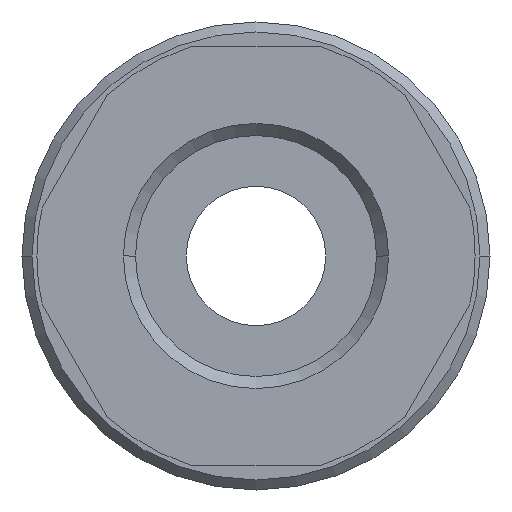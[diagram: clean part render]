
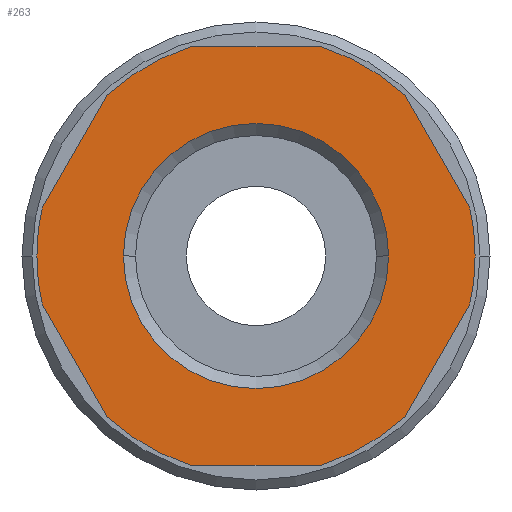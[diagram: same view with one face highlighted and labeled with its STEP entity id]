
A CAD part, front view. The second image highlights one B-rep face of the part: STEP entity #263.
In plain terms, the highlighted planar face has unit normal (0, -1, 0).
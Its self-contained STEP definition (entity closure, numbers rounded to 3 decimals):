
#263=ADVANCED_FACE('',(#581,#582),#583,.T.);
#581=FACE_BOUND('',#15467,.T.);
#582=FACE_OUTER_BOUND('',#15468,.T.);
#583=PLANE('',#15469);
#15467=EDGE_LOOP('',(#30660,#30661));
#15468=EDGE_LOOP('',(#30662,#30663,#30664,#30665,#30666,#30667,#30668,#30669,#30670,#30671,#30672,#30673,#30674,#30675));
#15469=AXIS2_PLACEMENT_3D('',#30676,#30677,#30678);
#30660=ORIENTED_EDGE('',*,*,#31386,.T.);
#30661=ORIENTED_EDGE('',*,*,#31153,.T.);
#30662=ORIENTED_EDGE('',*,*,#31387,.T.);
#30663=ORIENTED_EDGE('',*,*,#31374,.F.);
#30664=ORIENTED_EDGE('',*,*,#31388,.T.);
#30665=ORIENTED_EDGE('',*,*,#31389,.F.);
#30666=ORIENTED_EDGE('',*,*,#31390,.T.);
#30667=ORIENTED_EDGE('',*,*,#31379,.F.);
#30668=ORIENTED_EDGE('',*,*,#31211,.F.);
#30669=ORIENTED_EDGE('',*,*,#31391,.T.);
#30670=ORIENTED_EDGE('',*,*,#31392,.F.);
#30671=ORIENTED_EDGE('',*,*,#31393,.T.);
#30672=ORIENTED_EDGE('',*,*,#31227,.F.);
#30673=ORIENTED_EDGE('',*,*,#31221,.T.);
#30674=ORIENTED_EDGE('',*,*,#31394,.F.);
#30675=ORIENTED_EDGE('',*,*,#31395,.F.);
#30676=CARTESIAN_POINT('',(5.5,0.0,0.0));
#30677=DIRECTION('',(-0.0,-1.0,-0.0));
#30678=DIRECTION('',(-1.0,0.0,0.0));
#31153=EDGE_CURVE('',#31538,#31540,#31542,.T.);
#31211=EDGE_CURVE('',#31639,#31634,#31641,.T.);
#31221=EDGE_CURVE('',#31657,#31654,#31658,.T.);
#31227=EDGE_CURVE('',#31657,#31663,#31667,.T.);
#31374=EDGE_CURVE('',#31878,#31876,#31880,.T.);
#31379=EDGE_CURVE('',#31634,#31885,#31886,.T.);
#31386=EDGE_CURVE('',#31540,#31538,#31893,.T.);
#31387=EDGE_CURVE('',#31894,#31876,#31895,.T.);
#31388=EDGE_CURVE('',#31878,#31896,#31897,.T.);
#31389=EDGE_CURVE('',#31898,#31896,#31899,.T.);
#31390=EDGE_CURVE('',#31898,#31885,#31900,.T.);
#31391=EDGE_CURVE('',#31639,#31901,#31902,.T.);
#31392=EDGE_CURVE('',#31903,#31901,#31904,.T.);
#31393=EDGE_CURVE('',#31903,#31663,#31905,.T.);
#31394=EDGE_CURVE('',#31906,#31654,#31907,.T.);
#31395=EDGE_CURVE('',#31894,#31906,#31908,.T.);
#31538=VERTEX_POINT('',#32087);
#31540=VERTEX_POINT('',#32090);
#31542=CIRCLE('',#32093,6.655);
#31634=VERTEX_POINT('',#32364);
#31639=VERTEX_POINT('',#32370);
#31641=CIRCLE('',#32373,11.0);
#31654=VERTEX_POINT('',#32399);
#31657=VERTEX_POINT('',#32403);
#31658=LINE('',#32404,#32405);
#31663=VERTEX_POINT('',#32412);
#31667=CIRCLE('',#32417,11.0);
#31876=VERTEX_POINT('',#35128);
#31878=VERTEX_POINT('',#35131);
#31880=CIRCLE('',#35134,11.0);
#31885=VERTEX_POINT('',#35141);
#31886=CIRCLE('',#35142,11.0);
#31893=CIRCLE('',#35152,6.655);
#31894=VERTEX_POINT('',#35153);
#31895=LINE('',#35154,#35155);
#31896=VERTEX_POINT('',#35156);
#31897=LINE('',#35157,#35158);
#31898=VERTEX_POINT('',#35159);
#31899=CIRCLE('',#35160,11.0);
#31900=LINE('',#35161,#35162);
#31901=VERTEX_POINT('',#35163);
#31902=LINE('',#35164,#35165);
#31903=VERTEX_POINT('',#35166);
#31904=CIRCLE('',#35167,11.0);
#31905=LINE('',#35168,#35169);
#31906=VERTEX_POINT('',#35170);
#31907=CIRCLE('',#35171,11.0);
#31908=CIRCLE('',#35172,11.0);
#32087=CARTESIAN_POINT('',(6.655,0.0,0.));
#32090=CARTESIAN_POINT('',(-6.655,0.0,0.));
#32093=AXIS2_PLACEMENT_3D('',#35462,#35463,#35464);
#32364=CARTESIAN_POINT('',(11.0,0.0,0.));
#32370=CARTESIAN_POINT('',(10.733,0.0,2.411));
#32373=AXIS2_PLACEMENT_3D('',#35523,#35524,#35525);
#32399=CARTESIAN_POINT('',(-10.733,0.0,2.411));
#32403=CARTESIAN_POINT('',(-7.454,0.0,8.089));
#32404=CARTESIAN_POINT('',(-8.406,0.0,6.441));
#32405=VECTOR('',#35535,1.0);
#32412=CARTESIAN_POINT('',(-3.279,0.0,10.5));
#32417=AXIS2_PLACEMENT_3D('',#35542,#35543,#35544);
#35128=CARTESIAN_POINT('',(-7.454,0.0,-8.089));
#35131=CARTESIAN_POINT('',(-3.279,0.0,-10.5));
#35134=AXIS2_PLACEMENT_3D('',#35735,#35736,#35737);
#35141=CARTESIAN_POINT('',(10.733,0.0,-2.411));
#35142=AXIS2_PLACEMENT_3D('',#35740,#35741,#35742);
#35152=AXIS2_PLACEMENT_3D('',#35749,#35750,#35751);
#35153=CARTESIAN_POINT('',(-10.733,0.0,-2.411));
#35154=CARTESIAN_POINT('',(-8.406,0.0,-6.441));
#35155=VECTOR('',#35752,1.0);
#35156=CARTESIAN_POINT('',(3.279,0.0,-10.5));
#35157=CARTESIAN_POINT('',(2.75,0.0,-10.5));
#35158=VECTOR('',#35753,1.0);
#35159=CARTESIAN_POINT('',(7.454,0.0,-8.089));
#35160=AXIS2_PLACEMENT_3D('',#35754,#35755,#35756);
#35161=CARTESIAN_POINT('',(9.781,0.0,-4.059));
#35162=VECTOR('',#35757,1.0);
#35163=CARTESIAN_POINT('',(7.454,0.0,8.089));
#35164=CARTESIAN_POINT('',(9.781,0.0,4.059));
#35165=VECTOR('',#35758,1.0);
#35166=CARTESIAN_POINT('',(3.279,0.0,10.5));
#35167=AXIS2_PLACEMENT_3D('',#35759,#35760,#35761);
#35168=CARTESIAN_POINT('',(2.75,0.0,10.5));
#35169=VECTOR('',#35762,1.0);
#35170=CARTESIAN_POINT('',(-11.0,0.0,0.));
#35171=AXIS2_PLACEMENT_3D('',#35763,#35764,#35765);
#35172=AXIS2_PLACEMENT_3D('',#35766,#35767,#35768);
#35462=CARTESIAN_POINT('',(0.0,0.0,0.0));
#35463=DIRECTION('',(-0.0,1.0,0.0));
#35464=DIRECTION('',(1.0,0.0,0.0));
#35523=CARTESIAN_POINT('',(0.0,0.0,0.0));
#35524=DIRECTION('',(-0.0,1.0,0.0));
#35525=DIRECTION('',(1.0,0.0,0.0));
#35535=DIRECTION('',(-0.5,0.0,-0.866));
#35542=CARTESIAN_POINT('',(0.0,0.0,0.0));
#35543=DIRECTION('',(-0.0,1.0,0.0));
#35544=DIRECTION('',(1.0,0.0,0.0));
#35735=CARTESIAN_POINT('',(0.0,0.0,0.0));
#35736=DIRECTION('',(-0.0,1.0,0.0));
#35737=DIRECTION('',(1.0,0.0,0.0));
#35740=CARTESIAN_POINT('',(0.0,0.0,0.0));
#35741=DIRECTION('',(-0.0,1.0,0.0));
#35742=DIRECTION('',(1.0,0.0,0.0));
#35749=CARTESIAN_POINT('',(0.0,0.0,0.0));
#35750=DIRECTION('',(-0.0,1.0,0.0));
#35751=DIRECTION('',(1.0,0.0,0.0));
#35752=DIRECTION('',(0.5,0.0,-0.866));
#35753=DIRECTION('',(1.0,-0.0,0.0));
#35754=CARTESIAN_POINT('',(0.0,0.0,0.0));
#35755=DIRECTION('',(-0.0,1.0,0.0));
#35756=DIRECTION('',(1.0,0.0,0.0));
#35757=DIRECTION('',(0.5,-0.0,0.866));
#35758=DIRECTION('',(-0.5,0.0,0.866));
#35759=CARTESIAN_POINT('',(0.0,0.0,0.0));
#35760=DIRECTION('',(-0.0,1.0,0.0));
#35761=DIRECTION('',(1.0,0.0,0.0));
#35762=DIRECTION('',(-1.0,0.0,0.));
#35763=CARTESIAN_POINT('',(0.0,0.0,0.0));
#35764=DIRECTION('',(-0.0,1.0,0.0));
#35765=DIRECTION('',(1.0,0.0,0.0));
#35766=CARTESIAN_POINT('',(0.0,0.0,0.0));
#35767=DIRECTION('',(-0.0,1.0,0.0));
#35768=DIRECTION('',(1.0,0.0,0.0));
